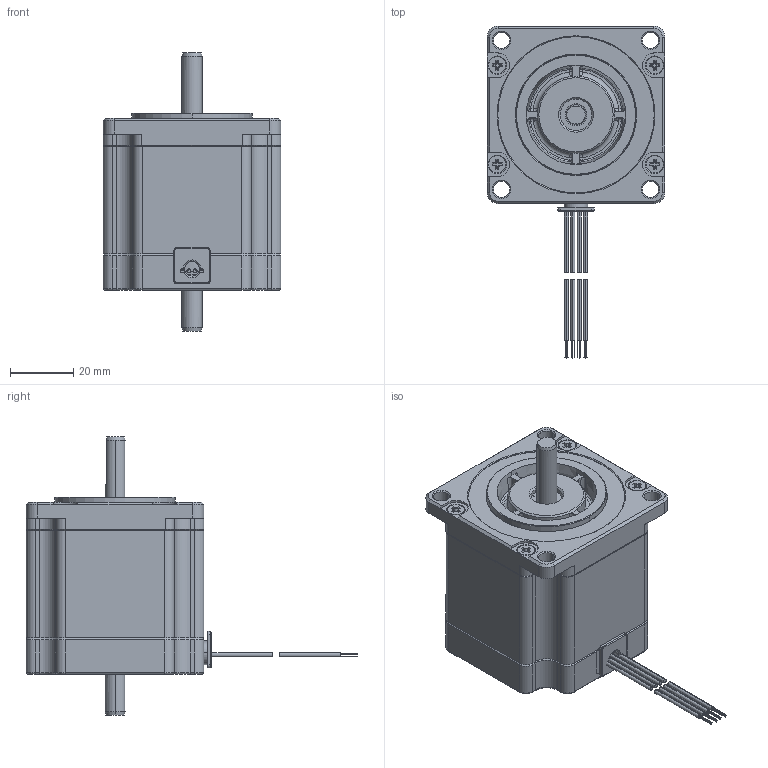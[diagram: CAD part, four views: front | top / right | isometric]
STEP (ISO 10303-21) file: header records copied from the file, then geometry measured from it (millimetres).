
FILE_DESCRIPTION((''),'2;1');
FILE_NAME('4611110027553_ASM','2024-04-17T10:37:44',('ms26442'),(''),'CREO PARAMETRIC BY PTC INC, 2018100','CREO PARAMETRIC BY PTC INC, 2018100','');
FILE_SCHEMA(('CONFIG_CONTROL_DESIGN'));
Products named in the file (24): 4613102100590; 3698153000014; 3698153000329; 4613104004270_ASM; 4634140204219; 3632305500063; 4613103009020_ASM; 4219121302125; 4613106100367_AF0; 4332101102908_AF0; 4693220000369_AF0; 4613106100367_AF1; 4613107110521_ASM; 4333201500270; 4333201500254; 4331101000005; 4613108006983_ASM; 4219121302777; 4294440200013_AF0; 4294404000576; 4613153002532_ASM; 3219720005029; 3219720000388; 4611110027553_ASM
Assembly tree (27 placements, depth 5):
  4611110027553_ASM
    4613153002532_ASM
      4613103009020_ASM
        4613104004270_ASM
          4613102100590
          3698153000014
          3698153000329
        4634140204219
        3632305500063
      4219121302125
      4613108006983_ASM
        4613107110521_ASM
          4613106100367_AF0
          4332101102908_AF0
          4693220000369_AF0
          4613106100367_AF1
        4333201500270
        4333201500254
        4331101000005  x2
      4219121302777
      4294440200013_AF0
      4294404000576  x4
    3219720005029
    3219720000388
Bounding box: 56.26 x 105.08 x 88 mm (x, y, z)
Volume: 115834.8 mm3; surface area: 96185.4 mm2
Topology: 32 solids, 46 shells, 3955 faces, 10750 edges, 6991 vertices
Faces by surface type: cylinder 1866, plane 1833, cone 131, torus 64, bspline 37, extrusion 24
Entity records: 125031 total; most frequent: CARTESIAN_POINT 25064, DIRECTION 21358, ORIENTED_EDGE 20852, EDGE_CURVE 10440, AXIS2_PLACEMENT_3D 7458, VERTEX_POINT 6793, VECTOR 6442, LINE 6418
